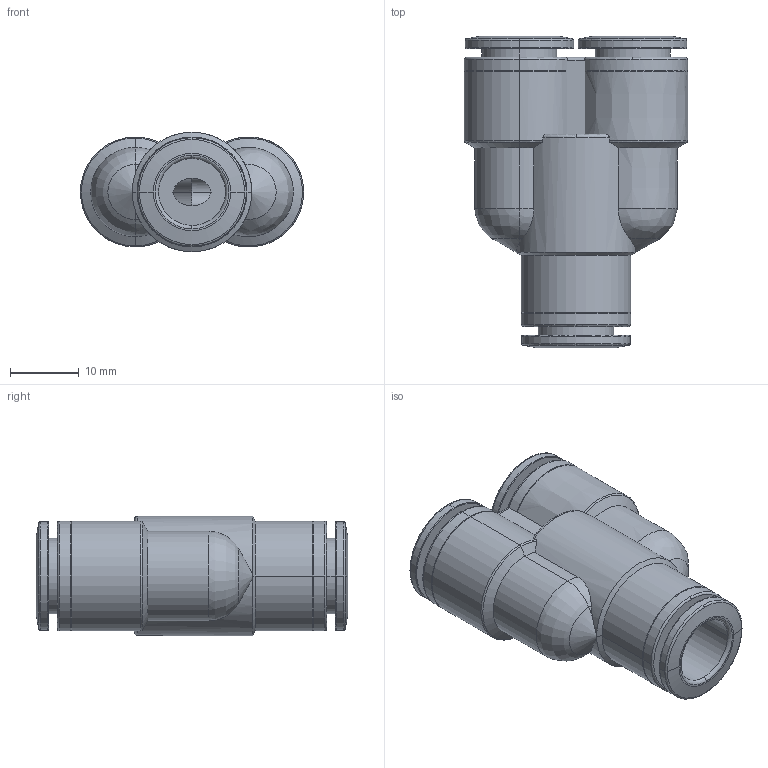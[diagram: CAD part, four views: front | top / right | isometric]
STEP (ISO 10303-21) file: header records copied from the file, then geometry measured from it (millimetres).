
FILE_DESCRIPTION (( 'STEP AP203' ), '1' );
FILE_NAME ('UY38-B.step', '2024-06-20T14:22:34', ( '' ), ( '' ), 'SwSTEP 2.0', 'SolidWorks 2023', '' );
FILE_SCHEMA (( 'CONFIG_CONTROL_DESIGN' ));
Length unit declared in the file: inch
Products named in the file (1): UY38-B
Bounding box: 32.5 x 45.39 x 17.4 mm (x, y, z)
Volume: 10078 mm3; surface area: 6449.2 mm2
Topology: 1 solids, 1 shells, 133 faces, 337 edges, 211 vertices
Faces by surface type: cylinder 39, cone 37, bspline 34, plane 20, torus 3
Entity records: 5167 total; most frequent: CARTESIAN_POINT 2132, ORIENTED_EDGE 670, DIRECTION 581, EDGE_CURVE 335, AXIS2_PLACEMENT_3D 252, VERTEX_POINT 211, CIRCLE 152, EDGE_LOOP 144
